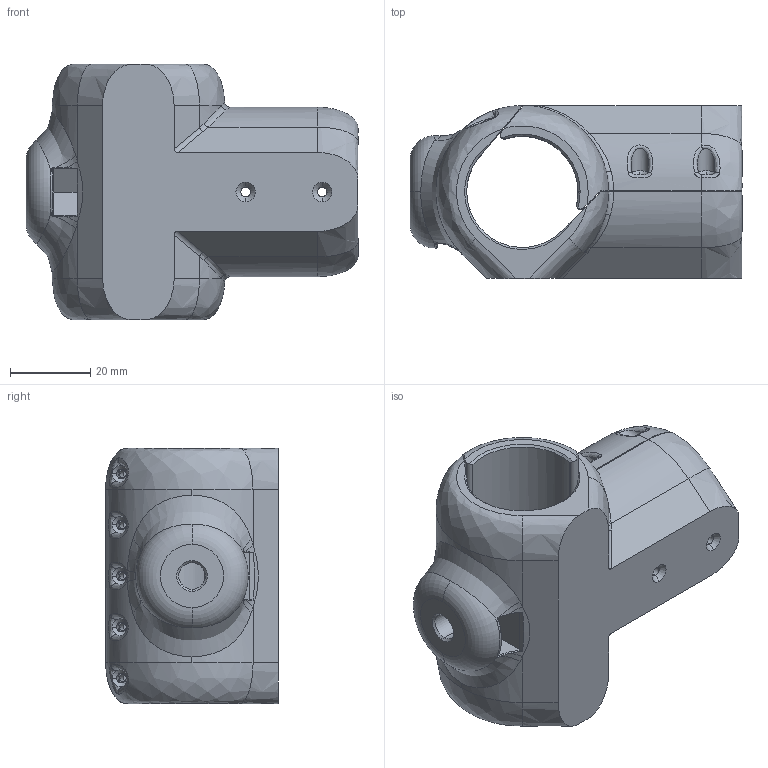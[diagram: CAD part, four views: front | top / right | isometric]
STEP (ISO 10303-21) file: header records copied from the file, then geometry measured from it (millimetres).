
FILE_DESCRIPTION (( 'STEP AP214' ), '1' );
FILE_NAME ('screw saddle tee.STEP', '2024-06-30T22:31:49', ( '' ), ( '' ), 'SwSTEP 2.0', 'SolidWorks 2022', '' );
FILE_SCHEMA (( 'AUTOMOTIVE_DESIGN' ));
Length unit declared in the file: inch
Products named in the file (1): screw saddle tee
Bounding box: 82.55 x 42.93 x 63.5 mm (x, y, z)
Volume: 86351.7 mm3; surface area: 28155.4 mm2
Topology: 2 solids, 2 shells, 279 faces, 707 edges, 437 vertices
Faces by surface type: cylinder 101, bspline 85, plane 52, cone 39, torus 2
Entity records: 18106 total; most frequent: CARTESIAN_POINT 12133, ORIENTED_EDGE 1414, DIRECTION 987, EDGE_CURVE 707, VERTEX_POINT 437, AXIS2_PLACEMENT_3D 399, EDGE_LOOP 322, FACE_OUTER_BOUND 279
